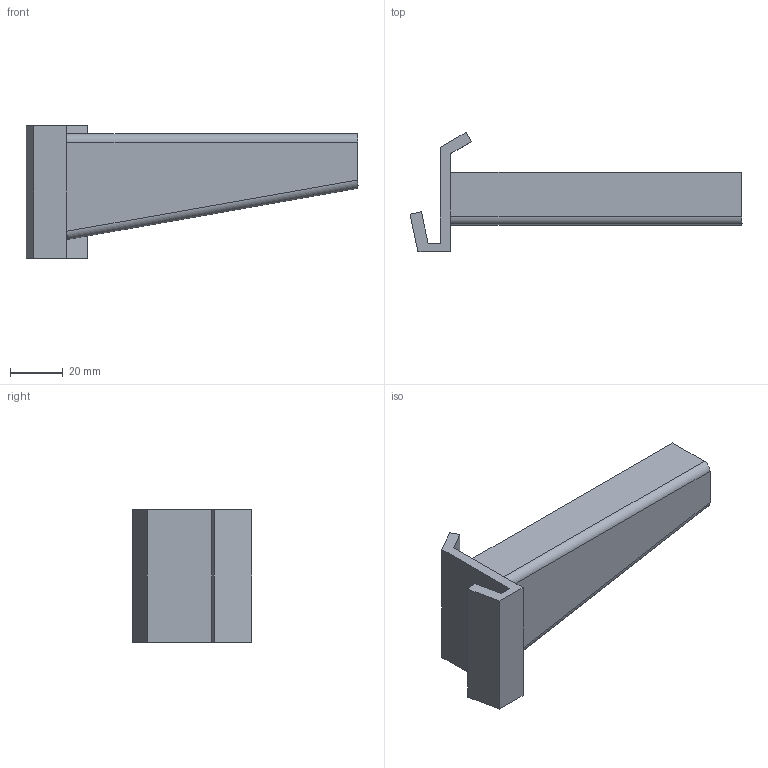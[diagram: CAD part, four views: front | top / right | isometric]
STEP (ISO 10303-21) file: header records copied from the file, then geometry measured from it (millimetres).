
FILE_DESCRIPTION((''),'2;1');
FILE_NAME('6421326_ASM','2012-08-17T',('AndreasKeweloh'),(''),'PRO/ENGINEER BY PARAMETRIC TECHNOLOGY CORPORATION, 2012130','PRO/ENGINEER BY PARAMETRIC TECHNOLOGY CORPORATION, 2012130','');
FILE_SCHEMA(('CONFIG_CONTROL_DESIGN'));
Length unit declared in the file: millimetre
Products named in the file (3): 6421326AUSLEGERFORMTEIL; 6421326KLEMMST_S__CK; 6421326_ASM
Assembly tree (2 placements, depth 2):
  6421326_ASM
    6421326AUSLEGERFORMTEIL
    6421326KLEMMST_S__CK
Bounding box: 125.52 x 45 x 50 mm (x, y, z)
Volume: 23406.4 mm3; surface area: 21413.1 mm2
Topology: 2 solids, 2 shells, 30 faces, 75 edges, 49 vertices
Faces by surface type: plane 24, cylinder 4, bspline 2
Entity records: 1249 total; most frequent: CARTESIAN_POINT 453, ORIENTED_EDGE 150, DIRECTION 143, EDGE_CURVE 75, VECTOR 65, LINE 65, VERTEX_POINT 49, AXIS2_PLACEMENT_3D 39
